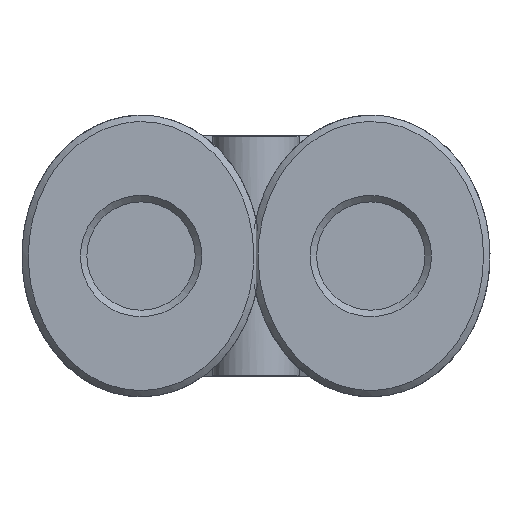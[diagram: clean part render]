
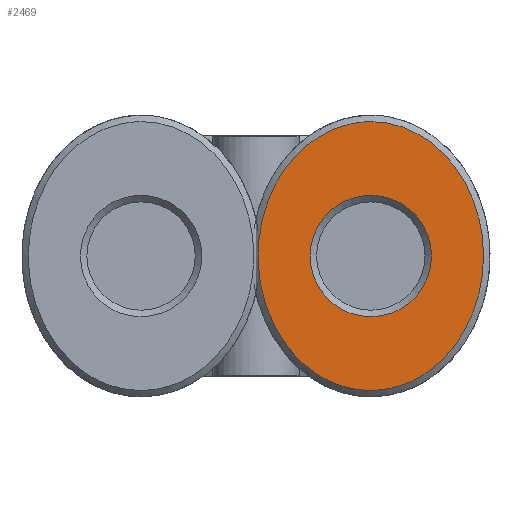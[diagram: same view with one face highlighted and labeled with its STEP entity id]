
A CAD part, left-side view. The second image highlights one B-rep face of the part: STEP entity #2469.
In plain terms, the highlighted face is planar.
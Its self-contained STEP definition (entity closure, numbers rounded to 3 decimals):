
#2402=CARTESIAN_POINT('',(6.2,4.7,0.));
#2403=VERTEX_POINT('',#2402);
#2430=CARTESIAN_POINT('',(6.205,4.7,0.));
#2431=CARTESIAN_POINT('',(6.207,4.7,0.77));
#2432=CARTESIAN_POINT('',(5.779,4.7,2.309));
#2433=CARTESIAN_POINT('',(4.024,4.7,4.19));
#2434=CARTESIAN_POINT('',(1.439,4.7,5.242));
#2435=CARTESIAN_POINT('',(-1.682,4.7,5.247));
#2436=CARTESIAN_POINT('',(-4.215,4.7,4.049));
#2437=CARTESIAN_POINT('',(-6.387,4.7,1.478));
#2438=CARTESIAN_POINT('',(-6.407,4.7,-2.544));
#2439=CARTESIAN_POINT('',(-2.407,4.7,-5.262));
#2440=CARTESIAN_POINT('',(1.438,4.7,-5.236));
#2441=CARTESIAN_POINT('',(4.899,4.7,-3.846));
#2442=CARTESIAN_POINT('',(6.201,4.7,-1.539));
#2443=CARTESIAN_POINT('',(6.205,4.7,0.));
#2444=B_SPLINE_CURVE_WITH_KNOTS('',3,(#2430,#2431,#2432,#2433,#2434,#2435,#2436,#2437,#2438,#2439,#2440,#2441,#2442,#2443),.UNSPECIFIED.,.T.,.U.,(4,1,1,1,1,1,1,1,1,1,1,4),(-3.142,-2.693,-2.244,-1.795,-1.346,-0.785,-0.449,0.449,1.346,1.795,2.244,3.142),.UNSPECIFIED.);
#2445=EDGE_CURVE('',#2403,#2403,#2444,.T.);
#2450=CARTESIAN_POINT('',(0.,4.7,0.));
#2451=DIRECTION('',(0.0,1.0,0.0));
#2452=DIRECTION('',(0.0,0.0,1.0));
#2453=AXIS2_PLACEMENT_3D('',#2450,#2451,#2452);
#2454=PLANE('',#2453);
#2455=ORIENTED_EDGE('',*,*,#2445,.F.);
#2456=EDGE_LOOP('',(#2455));
#2457=FACE_OUTER_BOUND('',#2456,.T.);
#2458=CARTESIAN_POINT('',(2.8,4.7,0.));
#2459=VERTEX_POINT('',#2458);
#2460=CARTESIAN_POINT('',(0.,4.7,0.0));
#2461=DIRECTION('',(0.0,1.0,0.0));
#2462=DIRECTION('',(-1.0,0.0,0.0));
#2463=AXIS2_PLACEMENT_3D('',#2460,#2461,#2462);
#2464=CIRCLE('',#2463,2.8);
#2465=EDGE_CURVE('',#2459,#2459,#2464,.T.);
#2466=ORIENTED_EDGE('',*,*,#2465,.F.);
#2467=EDGE_LOOP('',(#2466));
#2468=FACE_BOUND('',#2467,.T.);
#2469=ADVANCED_FACE('',(#2457,#2468),#2454,.T.);
